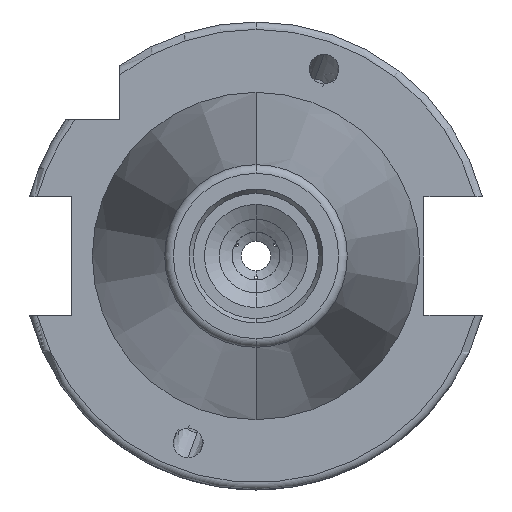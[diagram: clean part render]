
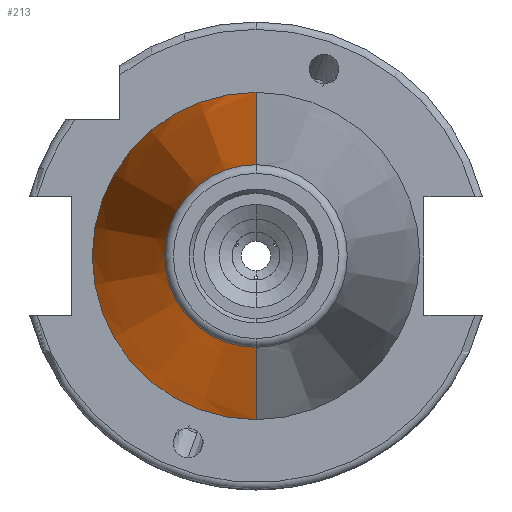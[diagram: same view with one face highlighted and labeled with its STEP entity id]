
A CAD part, left-side view. The second image highlights one B-rep face of the part: STEP entity #213.
In plain terms, the highlighted conical face has half-angle 8.297 degrees and reference radius 22.225 mm.
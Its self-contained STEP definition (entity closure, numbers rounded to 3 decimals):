
#33 = LINE ( 'NONE', #5319, #4506 ) ;
#213 = ADVANCED_FACE ( 'NONE', ( #680 ), #607, .T. ) ;
#607 = CONICAL_SURFACE ( 'NONE', #3214, 22.225, 0.145 ) ;
#613 = VERTEX_POINT ( 'NONE', #5560 ) ;
#680 = FACE_OUTER_BOUND ( 'NONE', #3483, .T. ) ;
#688 = EDGE_CURVE ( 'NONE', #613, #5383, #33, .T. ) ;
#1078 = VERTEX_POINT ( 'NONE', #5033 ) ;
#1391 = EDGE_CURVE ( 'NONE', #1078, #4190, #2808, .T. ) ;
#1507 = EDGE_CURVE ( 'NONE', #4190, #5383, #1569, .T. ) ;
#1569 = CIRCLE ( 'NONE', #4589, 22.225 ) ;
#1577 = ORIENTED_EDGE ( 'NONE', *, *, #1391, .T. ) ;
#1597 = CARTESIAN_POINT ( 'NONE',  ( 0., 0., 22.225 ) ) ;
#1745 = CIRCLE ( 'NONE', #3707, 12.4 ) ;
#2046 = ORIENTED_EDGE ( 'NONE', *, *, #1507, .T. ) ;
#2136 = ORIENTED_EDGE ( 'NONE', *, *, #3979, .F. ) ;
#2172 = CARTESIAN_POINT ( 'NONE',  ( -67.373, 0., 0. ) ) ;
#2218 = DIRECTION ( 'NONE',  ( 0.99, 0., 0.144 ) ) ;
#2722 = VECTOR ( 'NONE', #2218, 1000. ) ;
#2739 = CARTESIAN_POINT ( 'NONE',  ( 0., 0., 22.225 ) ) ;
#2808 = LINE ( 'NONE', #2739, #2722 ) ;
#3214 = AXIS2_PLACEMENT_3D ( 'NONE', #3755, #3822, #4343 ) ;
#3373 = DIRECTION ( 'NONE',  ( 0., 0., 1. ) ) ;
#3389 = DIRECTION ( 'NONE',  ( -1., 0., 0. ) ) ;
#3465 = CARTESIAN_POINT ( 'NONE',  ( 0., 0., 0. ) ) ;
#3483 = EDGE_LOOP ( 'NONE', ( #2136, #1577, #2046, #4597 ) ) ;
#3707 = AXIS2_PLACEMENT_3D ( 'NONE', #2172, #4475, #4661 ) ;
#3755 = CARTESIAN_POINT ( 'NONE',  ( 0., 0., 0. ) ) ;
#3793 = CARTESIAN_POINT ( 'NONE',  ( 0., 0., -22.225 ) ) ;
#3822 = DIRECTION ( 'NONE',  ( 1., 0., 0. ) ) ;
#3979 = EDGE_CURVE ( 'NONE', #1078, #613, #1745, .T. ) ;
#4190 = VERTEX_POINT ( 'NONE', #1597 ) ;
#4343 = DIRECTION ( 'NONE',  ( 0., 0., -1. ) ) ;
#4475 = DIRECTION ( 'NONE',  ( -1., 0., 0. ) ) ;
#4506 = VECTOR ( 'NONE', #5906, 1000. ) ;
#4589 = AXIS2_PLACEMENT_3D ( 'NONE', #3465, #3389, #3373 ) ;
#4597 = ORIENTED_EDGE ( 'NONE', *, *, #688, .F. ) ;
#4661 = DIRECTION ( 'NONE',  ( 0., 0., 1. ) ) ;
#5033 = CARTESIAN_POINT ( 'NONE',  ( -67.373, 0., 12.4 ) ) ;
#5319 = CARTESIAN_POINT ( 'NONE',  ( 0., 0., -22.225 ) ) ;
#5383 = VERTEX_POINT ( 'NONE', #3793 ) ;
#5560 = CARTESIAN_POINT ( 'NONE',  ( -67.373, 0., -12.4 ) ) ;
#5906 = DIRECTION ( 'NONE',  ( 0.99, 0., -0.144 ) ) ;
